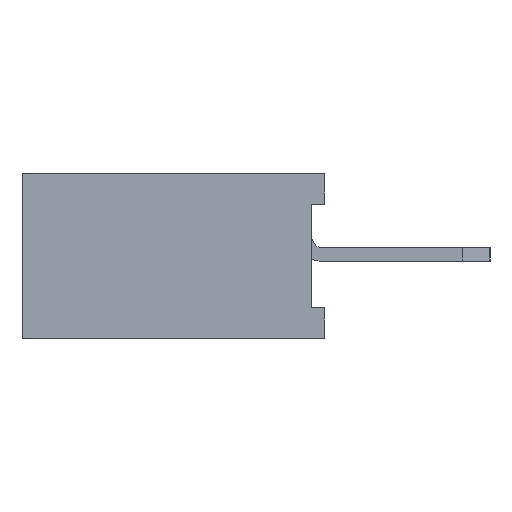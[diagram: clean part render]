
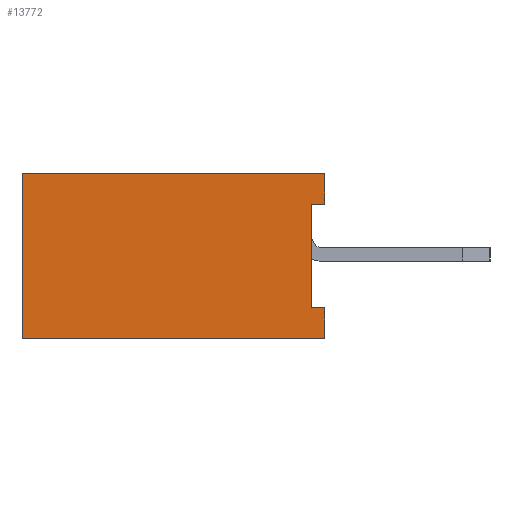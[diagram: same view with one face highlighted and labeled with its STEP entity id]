
A CAD part, left-side view. The second image highlights one B-rep face of the part: STEP entity #13772.
In plain terms, the highlighted planar face has unit normal (-1, 0, 0).
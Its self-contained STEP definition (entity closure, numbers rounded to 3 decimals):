
#434 = CARTESIAN_POINT ( 'NONE',  ( -9.12, -1.243, 0. ) ) ;
#538 = CARTESIAN_POINT ( 'NONE',  ( -9.12, -1.043, -1.95 ) ) ;
#1435 = VERTEX_POINT ( 'NONE', #434 ) ;
#1729 = VERTEX_POINT ( 'NONE', #538 ) ;
#1850 = LINE ( 'NONE', #3101, #14286 ) ;
#2022 = DIRECTION ( 'NONE',  ( 0., -1., 0. ) ) ;
#3101 = CARTESIAN_POINT ( 'NONE',  ( -9.12, -1.243, -1.95 ) ) ;
#3953 = VERTEX_POINT ( 'NONE', #18594 ) ;
#4079 = VERTEX_POINT ( 'NONE', #6985 ) ;
#4162 = LINE ( 'NONE', #19963, #27153 ) ;
#5392 = ORIENTED_EDGE ( 'NONE', *, *, #16700, .T. ) ;
#5569 = DIRECTION ( 'NONE',  ( 0., 0., 1. ) ) ;
#5754 = EDGE_LOOP ( 'NONE', ( #11837, #24945, #18199, #5392, #16162, #8022, #29673, #27513 ) ) ;
#6333 = CARTESIAN_POINT ( 'NONE',  ( -9.12, -1.243, -1.95 ) ) ;
#6549 = FACE_OUTER_BOUND ( 'NONE', #5754, .T. ) ;
#6804 = EDGE_CURVE ( 'NONE', #18324, #19432, #27544, .T. ) ;
#6985 = CARTESIAN_POINT ( 'NONE',  ( -9.12, -1.243, -0.45 ) ) ;
#7119 = DIRECTION ( 'NONE',  ( -1., 0., 0. ) ) ;
#8022 = ORIENTED_EDGE ( 'NONE', *, *, #16780, .T. ) ;
#9865 = CARTESIAN_POINT ( 'NONE',  ( -9.12, -1.043, -0.45 ) ) ;
#10364 = VECTOR ( 'NONE', #28691, 1000. ) ;
#10725 = EDGE_CURVE ( 'NONE', #3953, #4079, #12971, .T. ) ;
#10740 = LINE ( 'NONE', #17174, #22238 ) ;
#10904 = EDGE_CURVE ( 'NONE', #19219, #26345, #4162, .T. ) ;
#11495 = VECTOR ( 'NONE', #12171, 1000. ) ;
#11657 = CARTESIAN_POINT ( 'NONE',  ( -9.12, -1.243, 0. ) ) ;
#11837 = ORIENTED_EDGE ( 'NONE', *, *, #17906, .T. ) ;
#12171 = DIRECTION ( 'NONE',  ( 0., -1., 0. ) ) ;
#12971 = LINE ( 'NONE', #9865, #11495 ) ;
#13132 = VECTOR ( 'NONE', #13998, 1000. ) ;
#13772 = ADVANCED_FACE ( 'NONE', ( #6549 ), #25369, .T. ) ;
#13860 = LINE ( 'NONE', #11657, #13132 ) ;
#13998 = DIRECTION ( 'NONE',  ( 0., -1., 0. ) ) ;
#14286 = VECTOR ( 'NONE', #19416, 1000. ) ;
#15288 = CARTESIAN_POINT ( 'NONE',  ( -9.12, 3.157, 0. ) ) ;
#16162 = ORIENTED_EDGE ( 'NONE', *, *, #10725, .T. ) ;
#16700 = EDGE_CURVE ( 'NONE', #1729, #3953, #10740, .T. ) ;
#16780 = EDGE_CURVE ( 'NONE', #4079, #1435, #27801, .T. ) ;
#17174 = CARTESIAN_POINT ( 'NONE',  ( -9.12, -1.043, -1.95 ) ) ;
#17569 = CARTESIAN_POINT ( 'NONE',  ( -9.12, -1.243, 0. ) ) ;
#17906 = EDGE_CURVE ( 'NONE', #19432, #19219, #27641, .T. ) ;
#18199 = ORIENTED_EDGE ( 'NONE', *, *, #21621, .T. ) ;
#18222 = CARTESIAN_POINT ( 'NONE',  ( -9.12, 3.157, -2.4 ) ) ;
#18324 = VERTEX_POINT ( 'NONE', #15288 ) ;
#18594 = CARTESIAN_POINT ( 'NONE',  ( -9.12, -1.043, -0.45 ) ) ;
#19219 = VERTEX_POINT ( 'NONE', #25315 ) ;
#19416 = DIRECTION ( 'NONE',  ( 0., 1., 0. ) ) ;
#19432 = VERTEX_POINT ( 'NONE', #28344 ) ;
#19963 = CARTESIAN_POINT ( 'NONE',  ( -9.12, -1.243, -2.4 ) ) ;
#20512 = DIRECTION ( 'NONE',  ( 0., 0., -1. ) ) ;
#20994 = CARTESIAN_POINT ( 'NONE',  ( -9.12, -1.243, -2.4 ) ) ;
#21621 = EDGE_CURVE ( 'NONE', #26345, #1729, #1850, .T. ) ;
#22238 = VECTOR ( 'NONE', #5569, 1000. ) ;
#22526 = EDGE_CURVE ( 'NONE', #18324, #1435, #13860, .T. ) ;
#23204 = DIRECTION ( 'NONE',  ( 0., 0., 1. ) ) ;
#23684 = VECTOR ( 'NONE', #20512, 1000. ) ;
#24757 = AXIS2_PLACEMENT_3D ( 'NONE', #20994, #7119, #23204 ) ;
#24945 = ORIENTED_EDGE ( 'NONE', *, *, #10904, .T. ) ;
#25315 = CARTESIAN_POINT ( 'NONE',  ( -9.12, -1.243, -2.4 ) ) ;
#25369 = PLANE ( 'NONE',  #24757 ) ;
#26345 = VERTEX_POINT ( 'NONE', #6333 ) ;
#26678 = DIRECTION ( 'NONE',  ( 0., 0., 1. ) ) ;
#26942 = VECTOR ( 'NONE', #2022, 1000. ) ;
#27153 = VECTOR ( 'NONE', #26678, 1000. ) ;
#27513 = ORIENTED_EDGE ( 'NONE', *, *, #6804, .T. ) ;
#27544 = LINE ( 'NONE', #18222, #23684 ) ;
#27641 = LINE ( 'NONE', #29602, #26942 ) ;
#27801 = LINE ( 'NONE', #17569, #10364 ) ;
#28344 = CARTESIAN_POINT ( 'NONE',  ( -9.12, 3.157, -2.4 ) ) ;
#28691 = DIRECTION ( 'NONE',  ( 0., 0., 1. ) ) ;
#29602 = CARTESIAN_POINT ( 'NONE',  ( -9.12, -1.243, -2.4 ) ) ;
#29673 = ORIENTED_EDGE ( 'NONE', *, *, #22526, .F. ) ;
